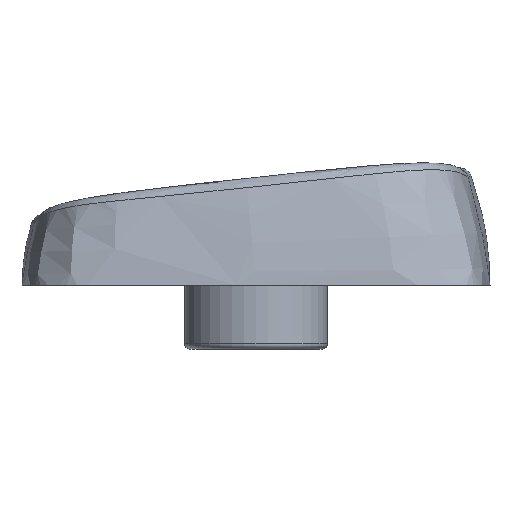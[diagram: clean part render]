
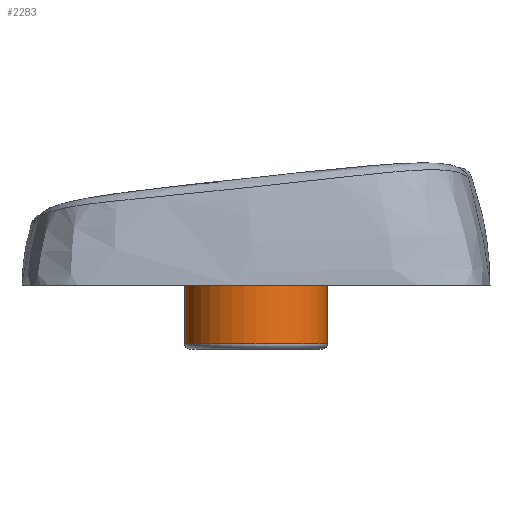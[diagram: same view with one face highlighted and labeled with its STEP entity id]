
A CAD part, left-side view. The second image highlights one B-rep face of the part: STEP entity #2283.
In plain terms, the highlighted cylindrical face has radius 2.75 mm (diameter 5.5 mm), a full revolution.
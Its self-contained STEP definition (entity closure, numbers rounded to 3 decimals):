
#258=FACE_OUTER_BOUND('',#384,.T.);
#384=EDGE_LOOP('',(#1807,#1808,#1809,#1810,#1811));
#509=CIRCLE('',#2513,2.75);
#510=CIRCLE('',#2514,2.75);
#515=CIRCLE('',#2521,2.75);
#651=LINE('',#3797,#810);
#810=VECTOR('',#3006,2.75);
#960=VERTEX_POINT('',#3757);
#961=VERTEX_POINT('',#3759);
#978=VERTEX_POINT('',#3796);
#1274=EDGE_CURVE('',#960,#961,#509,.T.);
#1275=EDGE_CURVE('',#961,#960,#510,.T.);
#1292=EDGE_CURVE('',#961,#978,#651,.T.);
#1293=EDGE_CURVE('',#978,#978,#515,.T.);
#1807=ORIENTED_EDGE('',*,*,#1275,.F.);
#1808=ORIENTED_EDGE('',*,*,#1292,.T.);
#1809=ORIENTED_EDGE('',*,*,#1293,.F.);
#1810=ORIENTED_EDGE('',*,*,#1292,.F.);
#1811=ORIENTED_EDGE('',*,*,#1274,.F.);
#2190=CYLINDRICAL_SURFACE('',#2520,2.75);
#2283=ADVANCED_FACE('',(#258),#2190,.T.);
#2513=AXIS2_PLACEMENT_3D('',#3760,#2978,#2979);
#2514=AXIS2_PLACEMENT_3D('',#3761,#2980,#2981);
#2520=AXIS2_PLACEMENT_3D('',#3795,#3004,#3005);
#2521=AXIS2_PLACEMENT_3D('',#3798,#3007,#3008);
#2978=DIRECTION('center_axis',(0.,0.,
-1.));
#2979=DIRECTION('ref_axis',(1.,0.,0.));
#2980=DIRECTION('center_axis',(0.,0.,
-1.));
#2981=DIRECTION('ref_axis',(1.,0.,0.));
#3004=DIRECTION('center_axis',(0.,0.,
-1.));
#3005=DIRECTION('ref_axis',(1.,0.,0.));
#3006=DIRECTION('',(0.,0.,1.));
#3007=DIRECTION('center_axis',(0.,0.,
1.));
#3008=DIRECTION('ref_axis',(1.,0.,0.));
#3757=CARTESIAN_POINT('',(-9.25,0.,-3.1));
#3759=CARTESIAN_POINT('',(-14.75,0.,-3.1));
#3760=CARTESIAN_POINT('Origin',(-12.,0.,-3.1));
#3761=CARTESIAN_POINT('Origin',(-12.,0.,-3.1));
#3795=CARTESIAN_POINT('Origin',(-12.,0.,0.));
#3796=CARTESIAN_POINT('',(-14.75,0.,-0.25));
#3797=CARTESIAN_POINT('',(-14.75,0.,0.));
#3798=CARTESIAN_POINT('Origin',(-12.,0.,-0.25));
